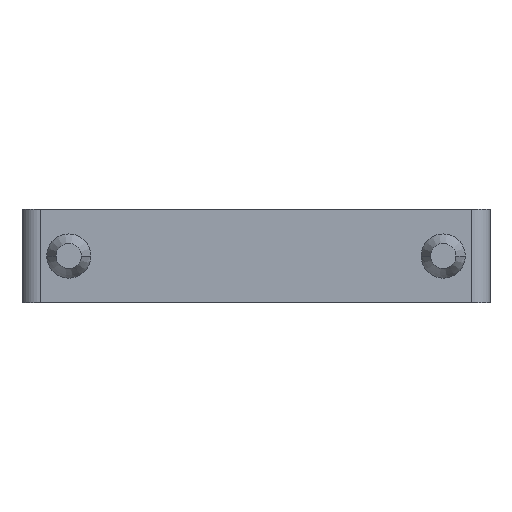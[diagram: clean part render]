
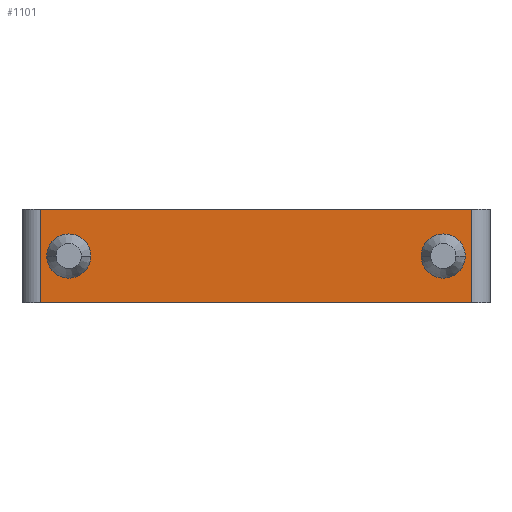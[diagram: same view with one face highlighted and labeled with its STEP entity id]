
A CAD part, front view. The second image highlights one B-rep face of the part: STEP entity #1101.
In plain terms, the highlighted planar face has unit normal (0, -1, 0).
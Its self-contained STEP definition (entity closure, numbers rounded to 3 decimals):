
#8 = ORIENTED_EDGE ( 'NONE', *, *, #1041, .F. ) ;
#113 = DIRECTION ( 'NONE',  ( 0., -1., 0. ) ) ;
#123 = DIRECTION ( 'NONE',  ( 0., -1., 0. ) ) ;
#215 = AXIS2_PLACEMENT_3D ( 'NONE', #2450, #113, #1821 ) ;
#243 = AXIS2_PLACEMENT_3D ( 'NONE', #1170, #366, #1869 ) ;
#366 = DIRECTION ( 'NONE',  ( 0., -1., 0. ) ) ;
#369 = EDGE_CURVE ( 'NONE', #2044, #1005, #2664, .T. ) ;
#385 = EDGE_CURVE ( 'NONE', #2601, #1272, #1068, .T. ) ;
#428 = EDGE_CURVE ( 'NONE', #2456, #2451, #2595, .T. ) ;
#468 = CARTESIAN_POINT ( 'NONE',  ( 6.35, -6.35, -2.54 ) ) ;
#530 = DIRECTION ( 'NONE',  ( 0., 0., -1. ) ) ;
#553 = CARTESIAN_POINT ( 'NONE',  ( -5.85, -6.35, -2.54 ) ) ;
#587 = ORIENTED_EDGE ( 'NONE', *, *, #428, .T. ) ;
#593 = CARTESIAN_POINT ( 'NONE',  ( 6.35, -6.35, -2.54 ) ) ;
#620 = DIRECTION ( 'NONE',  ( 1., 0., 0. ) ) ;
#642 = ORIENTED_EDGE ( 'NONE', *, *, #1177, .F. ) ;
#726 = ORIENTED_EDGE ( 'NONE', *, *, #2655, .F. ) ;
#753 = CIRCLE ( 'NONE', #2734, 0.6 ) ;
#800 = DIRECTION ( 'NONE',  ( 0., 0., -1. ) ) ;
#832 = CARTESIAN_POINT ( 'NONE',  ( 5.85, -6.35, 0. ) ) ;
#941 = CARTESIAN_POINT ( 'NONE',  ( 5.08, -6.35, -1.27 ) ) ;
#952 = VECTOR ( 'NONE', #1534, 1000. ) ;
#1005 = VERTEX_POINT ( 'NONE', #1764 ) ;
#1022 = PLANE ( 'NONE',  #1843 ) ;
#1041 = EDGE_CURVE ( 'NONE', #1272, #2601, #753, .T. ) ;
#1068 = CIRCLE ( 'NONE', #215, 0.6 ) ;
#1071 = EDGE_CURVE ( 'NONE', #1450, #1660, #1461, .T. ) ;
#1079 = CARTESIAN_POINT ( 'NONE',  ( 5.85, -6.35, -2.54 ) ) ;
#1101 = ADVANCED_FACE ( 'NONE', ( #2262, #2016, #1231 ), #1022, .T. ) ;
#1170 = CARTESIAN_POINT ( 'NONE',  ( 5.08, -6.35, -1.27 ) ) ;
#1177 = EDGE_CURVE ( 'NONE', #2044, #2451, #1267, .T. ) ;
#1206 = EDGE_LOOP ( 'NONE', ( #1407, #726 ) ) ;
#1231 = FACE_OUTER_BOUND ( 'NONE', #2506, .T. ) ;
#1267 = LINE ( 'NONE', #2728, #2026 ) ;
#1272 = VERTEX_POINT ( 'NONE', #2570 ) ;
#1407 = ORIENTED_EDGE ( 'NONE', *, *, #1071, .F. ) ;
#1410 = ORIENTED_EDGE ( 'NONE', *, *, #1499, .T. ) ;
#1450 = VERTEX_POINT ( 'NONE', #1675 ) ;
#1461 = CIRCLE ( 'NONE', #243, 0.6 ) ;
#1499 = EDGE_CURVE ( 'NONE', #1005, #2456, #2380, .T. ) ;
#1534 = DIRECTION ( 'NONE',  ( 1., 0., 0. ) ) ;
#1564 = DIRECTION ( 'NONE',  ( 0., 0., 1. ) ) ;
#1615 = DIRECTION ( 'NONE',  ( 0., 0., -1. ) ) ;
#1660 = VERTEX_POINT ( 'NONE', #1786 ) ;
#1675 = CARTESIAN_POINT ( 'NONE',  ( 5.68, -6.35, -1.27 ) ) ;
#1746 = CARTESIAN_POINT ( 'NONE',  ( 5.85, -6.35, -2.54 ) ) ;
#1764 = CARTESIAN_POINT ( 'NONE',  ( -5.85, -6.35, -2.54 ) ) ;
#1786 = CARTESIAN_POINT ( 'NONE',  ( 4.48, -6.35, -1.27 ) ) ;
#1788 = DIRECTION ( 'NONE',  ( 0., -1., 0. ) ) ;
#1800 = CARTESIAN_POINT ( 'NONE',  ( -5.85, -6.35, 0. ) ) ;
#1821 = DIRECTION ( 'NONE',  ( 0., 0., -1. ) ) ;
#1843 = AXIS2_PLACEMENT_3D ( 'NONE', #593, #123, #1615 ) ;
#1869 = DIRECTION ( 'NONE',  ( 0., 0., -1. ) ) ;
#1995 = ORIENTED_EDGE ( 'NONE', *, *, #385, .F. ) ;
#1997 = EDGE_LOOP ( 'NONE', ( #8, #1995 ) ) ;
#2016 = FACE_BOUND ( 'NONE', #1997, .T. ) ;
#2026 = VECTOR ( 'NONE', #620, 1000. ) ;
#2044 = VERTEX_POINT ( 'NONE', #1800 ) ;
#2094 = VECTOR ( 'NONE', #800, 1000. ) ;
#2155 = CIRCLE ( 'NONE', #2500, 0.6 ) ;
#2180 = ORIENTED_EDGE ( 'NONE', *, *, #369, .T. ) ;
#2204 = CARTESIAN_POINT ( 'NONE',  ( -4.48, -6.35, -1.27 ) ) ;
#2242 = DIRECTION ( 'NONE',  ( 0., -1., 0. ) ) ;
#2262 = FACE_BOUND ( 'NONE', #1206, .T. ) ;
#2318 = VECTOR ( 'NONE', #1564, 1000. ) ;
#2380 = LINE ( 'NONE', #468, #952 ) ;
#2424 = DIRECTION ( 'NONE',  ( 0., 0., -1. ) ) ;
#2450 = CARTESIAN_POINT ( 'NONE',  ( -5.08, -6.35, -1.27 ) ) ;
#2451 = VERTEX_POINT ( 'NONE', #832 ) ;
#2456 = VERTEX_POINT ( 'NONE', #1079 ) ;
#2500 = AXIS2_PLACEMENT_3D ( 'NONE', #941, #1788, #2424 ) ;
#2506 = EDGE_LOOP ( 'NONE', ( #1410, #587, #642, #2180 ) ) ;
#2570 = CARTESIAN_POINT ( 'NONE',  ( -5.68, -6.35, -1.27 ) ) ;
#2595 = LINE ( 'NONE', #1746, #2318 ) ;
#2601 = VERTEX_POINT ( 'NONE', #2204 ) ;
#2645 = CARTESIAN_POINT ( 'NONE',  ( -5.08, -6.35, -1.27 ) ) ;
#2655 = EDGE_CURVE ( 'NONE', #1660, #1450, #2155, .T. ) ;
#2664 = LINE ( 'NONE', #553, #2094 ) ;
#2728 = CARTESIAN_POINT ( 'NONE',  ( 6.35, -6.35, 0. ) ) ;
#2734 = AXIS2_PLACEMENT_3D ( 'NONE', #2645, #2242, #530 ) ;
